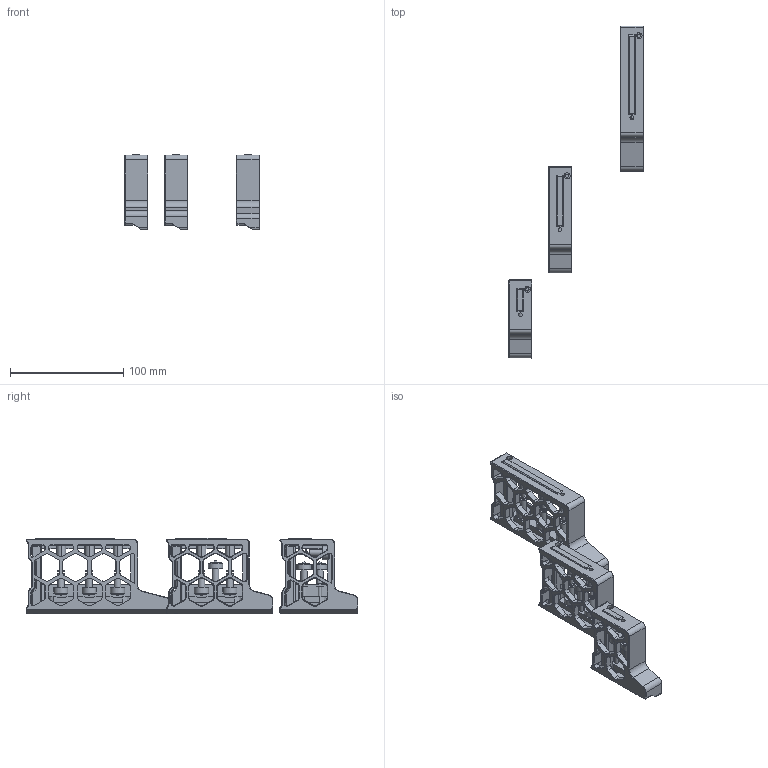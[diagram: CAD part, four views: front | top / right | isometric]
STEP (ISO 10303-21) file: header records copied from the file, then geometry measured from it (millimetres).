
FILE_DESCRIPTION(/* description */ (''),/* implementation_level */ '2;1');
FILE_NAME(/* name */ 'Revo Nozzle v8.step',/* time_stamp */ '2022-06-28T17:47:56-04:00',/* author */ (''),/* organization */ (''),/* preprocessor_version */ 'ST-DEVELOPER v19',/* originating_system */ 'Autodesk Translation Framework v11.7.0.108',/* authorisation */ '');
FILE_SCHEMA (('AUTOMOTIVE_DESIGN { 1 0 10303 214 3 1 1 }'));
Products named in the file (1): Revo Nozzle
Bounding box: 118.28 x 292.68 x 67 mm (x, y, z)
Volume: 122682.4 mm3; surface area: 90942.1 mm2
Topology: 15 solids, 15 shells, 1549 faces, 4087 edges, 2611 vertices
Faces by surface type: plane 758, cylinder 476, bspline 151, cone 146, torus 18
Full cylindrical faces by diameter (mm): 2.35 x9, 2.7 x6, 3.1 x15, 3.4 x3, 3.8 x9, 5.3 x6, 5.9 x9, 5.95 x9, 6 x3, 9.75 x9, 12.55 x9
Entity records: 50322 total; most frequent: CARTESIAN_POINT 11919, ORIENTED_EDGE 8154, DIRECTION 7644, EDGE_CURVE 4077, VERTEX_POINT 2611, LINE 2566, VECTOR 2566, AXIS2_PLACEMENT_3D 2539
